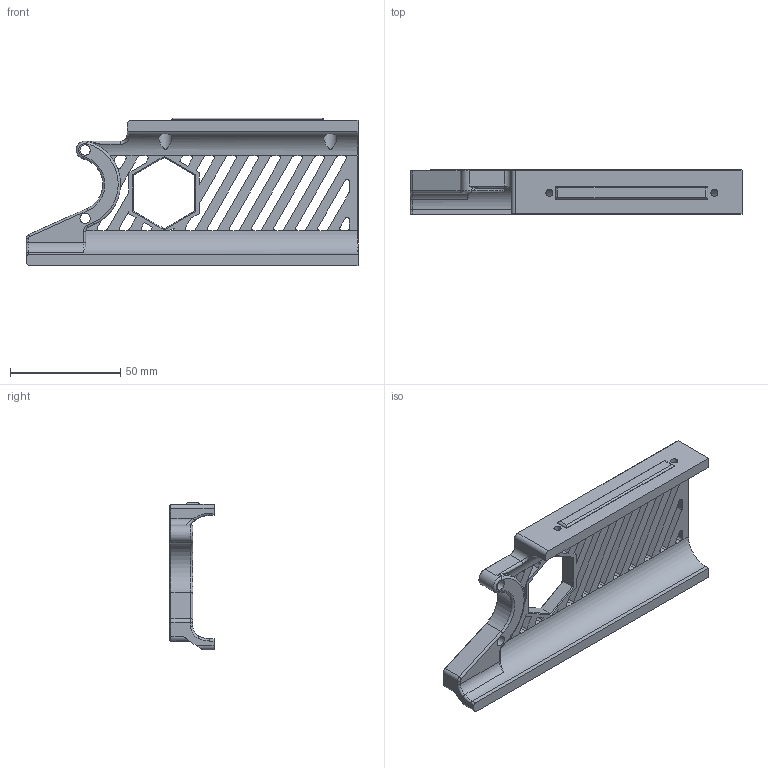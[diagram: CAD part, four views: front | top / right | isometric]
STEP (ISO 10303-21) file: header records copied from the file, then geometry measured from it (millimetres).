
FILE_DESCRIPTION(/* description */ ('Unknown'),/* implementation_level */ '2;1');
FILE_NAME(/* name */ 'FrontSkirt350 - Vented - Logo Blank',/* time_stamp */ '2022-08-16T22:16:04-04:00',/* author */ ('Unknown'),/* organization */ ('Unknown'),/* preprocessor_version */ 'ST-DEVELOPER v18.1',/* originating_system */ 'Solid Edge',/* authorisation */ 'Unknown');
FILE_SCHEMA (('AUTOMOTIVE_DESIGN {1 0 10303 214 3 1 1}'));
Length unit declared in the file: millimetre
Products named in the file (1): FrontSkirt350 - Vented - Logo Blank
Bounding box: 150.5 x 20 x 67 mm (x, y, z)
Volume: 62076.2 mm3; surface area: 27863 mm2
Topology: 1 solids, 1 shells, 342 faces, 857 edges, 503 vertices
Faces by surface type: plane 192, cylinder 78, cone 60, torus 9, bspline 3
Full cylindrical faces by diameter (mm): 3.2 x2, 4.7 x3, 6 x2
Entity records: 10192 total; most frequent: CARTESIAN_POINT 1935, DIRECTION 1740, ORIENTED_EDGE 1686, EDGE_CURVE 843, LINE 596, VECTOR 596, AXIS2_PLACEMENT_3D 572, VERTEX_POINT 499
